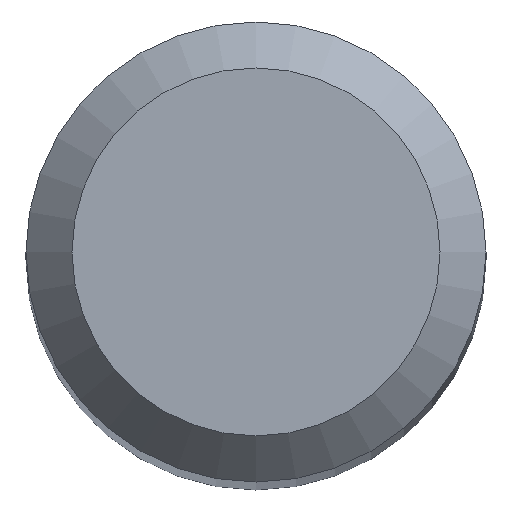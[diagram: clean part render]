
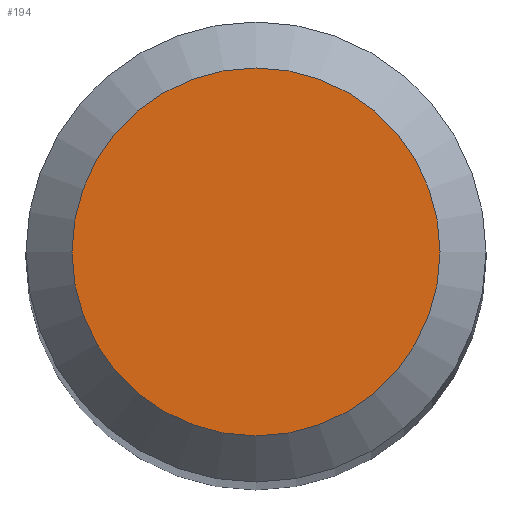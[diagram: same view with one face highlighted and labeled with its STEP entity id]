
A CAD part, top view. The second image highlights one B-rep face of the part: STEP entity #194.
In plain terms, the highlighted planar face has unit normal (0, 0, 1).
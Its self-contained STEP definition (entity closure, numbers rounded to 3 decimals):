
#8 = VERTEX_POINT ( 'NONE', #115 ) ;
#22 = ORIENTED_EDGE ( 'NONE', *, *, #303, .F. ) ;
#65 = FACE_OUTER_BOUND ( 'NONE', #242, .T. ) ;
#115 = CARTESIAN_POINT ( 'NONE',  ( -1.2, 0., 38. ) ) ;
#160 = DIRECTION ( 'NONE',  ( -1., 0., 0. ) ) ;
#167 = DIRECTION ( 'NONE',  ( 0., 0., -1. ) ) ;
#177 = DIRECTION ( 'NONE',  ( -1., 0., 0. ) ) ;
#194 = ADVANCED_FACE ( 'NONE', ( #65 ), #343, .F. ) ;
#239 = CARTESIAN_POINT ( 'NONE',  ( 0., 0., 38. ) ) ;
#242 = EDGE_LOOP ( 'NONE', ( #22 ) ) ;
#258 = CIRCLE ( 'NONE', #284, 1.2 ) ;
#270 = DIRECTION ( 'NONE',  ( 0., 0., -1. ) ) ;
#284 = AXIS2_PLACEMENT_3D ( 'NONE', #239, #167, #160 ) ;
#287 = CARTESIAN_POINT ( 'NONE',  ( 0., 0., 38. ) ) ;
#303 = EDGE_CURVE ( 'NONE', #8, #8, #258, .T. ) ;
#343 = PLANE ( 'NONE',  #357 ) ;
#357 = AXIS2_PLACEMENT_3D ( 'NONE', #287, #270, #177 ) ;
